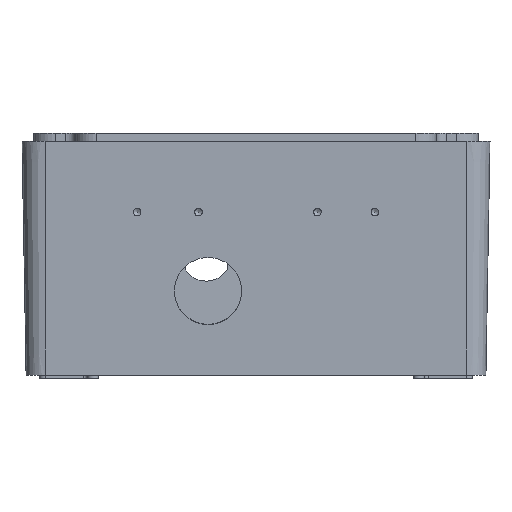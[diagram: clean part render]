
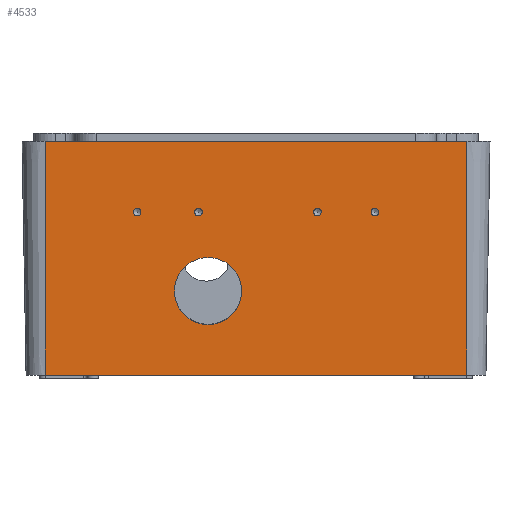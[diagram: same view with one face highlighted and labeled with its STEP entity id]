
A CAD part, left-side view. The second image highlights one B-rep face of the part: STEP entity #4533.
In plain terms, the highlighted planar face has unit normal (-1, 0, -0.018).
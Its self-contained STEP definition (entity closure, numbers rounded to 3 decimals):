
#3603 = EDGE_CURVE('',#3604,#3604,#3606,.T.);
#3604 = VERTEX_POINT('',#3605);
#3605 = CARTESIAN_POINT('',(-55.318,-6.25,-1.588));
#3606 = CIRCLE('',#3607,8.75);
#3607 = AXIS2_PLACEMENT_3D('',#3608,#3609,#3610);
#3608 = CARTESIAN_POINT('',(-55.318,2.5,-1.588));
#3609 = DIRECTION('',(-1.,0.,
    -0.017));
#3610 = DIRECTION('',(0.,-1.,0.));
#3673 = VERTEX_POINT('',#3674);
#3674 = CARTESIAN_POINT('',(-54.935,45.,-23.5));
#3681 = EDGE_CURVE('',#3673,#3682,#3684,.T.);
#3682 = VERTEX_POINT('',#3683);
#3683 = CARTESIAN_POINT('',(-54.935,-65.,-23.5));
#3684 = LINE('',#3685,#3686);
#3685 = CARTESIAN_POINT('',(-54.935,-65.,-23.5));
#3686 = VECTOR('',#3687,1.);
#3687 = DIRECTION('',(0.,-1.,0.));
#4268 = VERTEX_POINT('',#4269);
#4269 = CARTESIAN_POINT('',(-56.,45.,37.5));
#4276 = EDGE_CURVE('',#4268,#4277,#4279,.T.);
#4277 = VERTEX_POINT('',#4278);
#4278 = CARTESIAN_POINT('',(-56.,-65.,37.5));
#4279 = LINE('',#4280,#4281);
#4280 = CARTESIAN_POINT('',(-56.,45.,37.5));
#4281 = VECTOR('',#4282,1.);
#4282 = DIRECTION('',(0.,-1.,0.));
#4533 = ADVANCED_FACE('',(#4534,#4550,#4561,#4564,#4575,#4586),#4597,.T.
  );
#4534 = FACE_BOUND('',#4535,.T.);
#4535 = EDGE_LOOP('',(#4536,#4537,#4543,#4544));
#4536 = ORIENTED_EDGE('',*,*,#4276,.F.);
#4537 = ORIENTED_EDGE('',*,*,#4538,.F.);
#4538 = EDGE_CURVE('',#3673,#4268,#4539,.T.);
#4539 = LINE('',#4540,#4541);
#4540 = CARTESIAN_POINT('',(-56.,45.,37.5));
#4541 = VECTOR('',#4542,1.);
#4542 = DIRECTION('',(-0.017,0.,
    1.));
#4543 = ORIENTED_EDGE('',*,*,#3681,.T.);
#4544 = ORIENTED_EDGE('',*,*,#4545,.T.);
#4545 = EDGE_CURVE('',#3682,#4277,#4546,.T.);
#4546 = LINE('',#4547,#4548);
#4547 = CARTESIAN_POINT('',(-56.,-65.,37.5));
#4548 = VECTOR('',#4549,1.);
#4549 = DIRECTION('',(-0.017,0.,
    1.));
#4550 = FACE_BOUND('',#4551,.T.);
#4551 = EDGE_LOOP('',(#4552));
#4552 = ORIENTED_EDGE('',*,*,#4553,.F.);
#4553 = EDGE_CURVE('',#4554,#4554,#4556,.T.);
#4554 = VERTEX_POINT('',#4555);
#4555 = CARTESIAN_POINT('',(-55.66,5.,18.));
#4556 = ELLIPSE('',#4557,1.,1.);
#4557 = AXIS2_PLACEMENT_3D('',#4558,#4559,#4560);
#4558 = CARTESIAN_POINT('',(-55.677,5.,19.));
#4559 = DIRECTION('',(-1.,0.,
    -0.017));
#4560 = DIRECTION('',(0.017,0.,
    -1.));
#4561 = FACE_BOUND('',#4562,.T.);
#4562 = EDGE_LOOP('',(#4563));
#4563 = ORIENTED_EDGE('',*,*,#3603,.F.);
#4564 = FACE_BOUND('',#4565,.T.);
#4565 = EDGE_LOOP('',(#4566));
#4566 = ORIENTED_EDGE('',*,*,#4567,.F.);
#4567 = EDGE_CURVE('',#4568,#4568,#4570,.T.);
#4568 = VERTEX_POINT('',#4569);
#4569 = CARTESIAN_POINT('',(-55.66,21.,18.));
#4570 = ELLIPSE('',#4571,1.,1.);
#4571 = AXIS2_PLACEMENT_3D('',#4572,#4573,#4574);
#4572 = CARTESIAN_POINT('',(-55.677,21.,19.));
#4573 = DIRECTION('',(-1.,0.,
    -0.017));
#4574 = DIRECTION('',(0.017,0.,
    -1.));
#4575 = FACE_BOUND('',#4576,.T.);
#4576 = EDGE_LOOP('',(#4577));
#4577 = ORIENTED_EDGE('',*,*,#4578,.F.);
#4578 = EDGE_CURVE('',#4579,#4579,#4581,.T.);
#4579 = VERTEX_POINT('',#4580);
#4580 = CARTESIAN_POINT('',(-55.66,-41.,18.));
#4581 = ELLIPSE('',#4582,1.,1.);
#4582 = AXIS2_PLACEMENT_3D('',#4583,#4584,#4585);
#4583 = CARTESIAN_POINT('',(-55.677,-41.,19.));
#4584 = DIRECTION('',(-1.,0.,
    -0.017));
#4585 = DIRECTION('',(0.017,0.,
    -1.));
#4586 = FACE_BOUND('',#4587,.T.);
#4587 = EDGE_LOOP('',(#4588));
#4588 = ORIENTED_EDGE('',*,*,#4589,.F.);
#4589 = EDGE_CURVE('',#4590,#4590,#4592,.T.);
#4590 = VERTEX_POINT('',#4591);
#4591 = CARTESIAN_POINT('',(-55.66,-26.,18.));
#4592 = ELLIPSE('',#4593,1.,1.);
#4593 = AXIS2_PLACEMENT_3D('',#4594,#4595,#4596);
#4594 = CARTESIAN_POINT('',(-55.677,-26.,19.));
#4595 = DIRECTION('',(-1.,0.,
    -0.017));
#4596 = DIRECTION('',(0.017,0.,
    -1.));
#4597 = PLANE('',#4598);
#4598 = AXIS2_PLACEMENT_3D('',#4599,#4600,#4601);
#4599 = CARTESIAN_POINT('',(-56.,45.,37.5));
#4600 = DIRECTION('',(-1.,0.,
    -0.017));
#4601 = DIRECTION('',(-0.017,0.,
    1.));
